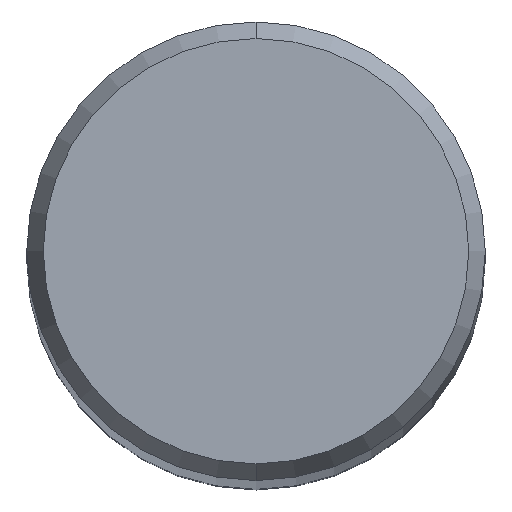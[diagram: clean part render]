
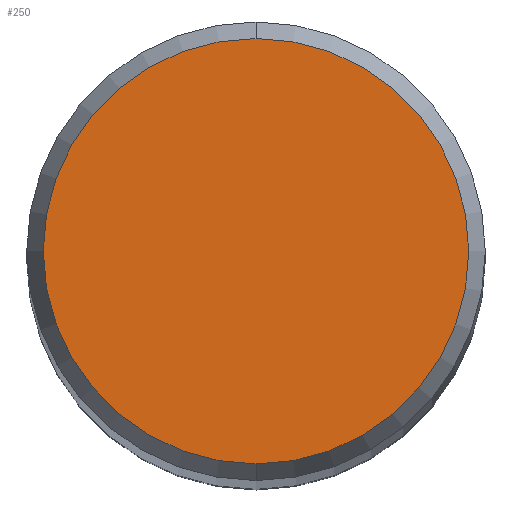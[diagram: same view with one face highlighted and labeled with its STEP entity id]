
A CAD part, top view. The second image highlights one B-rep face of the part: STEP entity #250.
In plain terms, the highlighted planar face has unit normal (0, 0, 1).
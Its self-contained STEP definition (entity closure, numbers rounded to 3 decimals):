
#236=VERTEX_POINT('',#576);
#250=ADVANCED_FACE('',(#593),#594,.T.);
#310=VERTEX_POINT('',#661);
#336=EDGE_CURVE('',#236,#310,#690,.T.);
#356=EDGE_CURVE('',#310,#236,#711,.T.);
#576=CARTESIAN_POINT('',(0.0,2.946,0.0));
#593=FACE_OUTER_BOUND('',#1001,.T.);
#594=PLANE('',#1002);
#661=CARTESIAN_POINT('',(0.,-2.946,0.0));
#690=CIRCLE('',#1181,2.946);
#711=CIRCLE('',#1220,2.946);
#1001=EDGE_LOOP('',(#1649,#1650));
#1002=AXIS2_PLACEMENT_3D('',#1651,#1652,#1653);
#1181=AXIS2_PLACEMENT_3D('',#1745,#1746,#1747);
#1220=AXIS2_PLACEMENT_3D('',#1765,#1766,#1767);
#1649=ORIENTED_EDGE('',*,*,#336,.F.);
#1650=ORIENTED_EDGE('',*,*,#356,.F.);
#1651=CARTESIAN_POINT('',(0.0,1.473,0.0));
#1652=DIRECTION('',(-0.0,0.0,1.0));
#1653=DIRECTION('',(0.0,-1.0,0.0));
#1745=CARTESIAN_POINT('',(0.0,0.0,0.0));
#1746=DIRECTION('',(0.0,0.0,-1.0));
#1747=DIRECTION('',(0.0,1.0,0.0));
#1765=CARTESIAN_POINT('',(0.0,0.0,0.0));
#1766=DIRECTION('',(0.0,0.0,-1.0));
#1767=DIRECTION('',(0.0,1.0,0.0));
